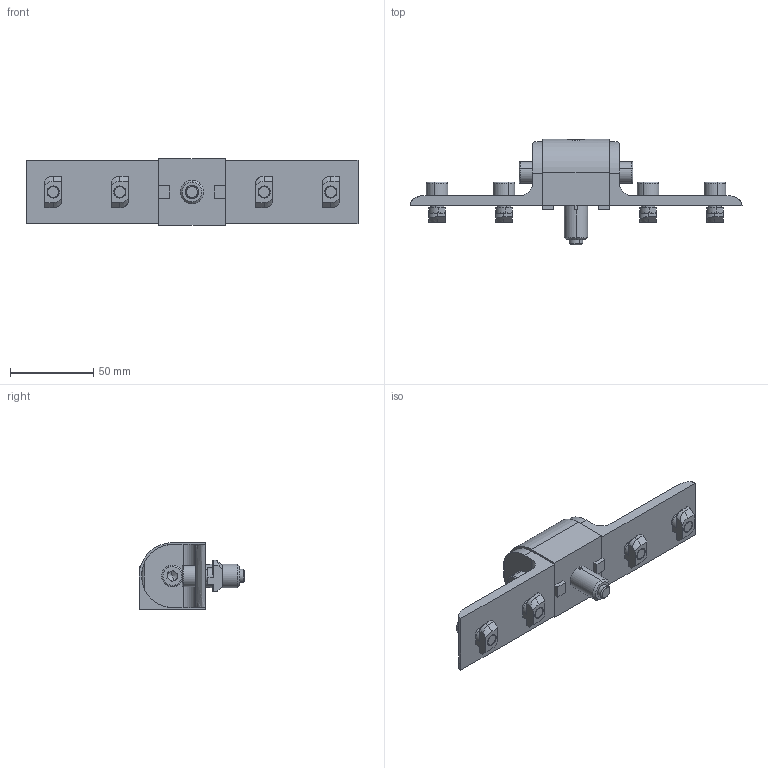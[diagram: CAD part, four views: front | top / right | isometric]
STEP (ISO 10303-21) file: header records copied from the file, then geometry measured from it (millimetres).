
FILE_DESCRIPTION (( 'STEP AP214' ), '1' );
FILE_NAME ('#059 Êîìïëåêò êðîíøòåéíà 40õ40-90ãð 10-A ñ óãîëêîì, â òîðåö ïðîôèëÿ.STEP', '2022-06-23T08:56:54', ( 'Ñòàñ' ), ( '' ), 'SwSTEP 2.0', 'SolidWorks 2021', '' );
FILE_SCHEMA (( 'AUTOMOTIVE_DESIGN' ));
Length unit declared in the file: millimetre
Products named in the file (8): M14 Âèíò öèëèíäð. ñ âíóòðåííèì øåñò. Ì8 õ 18 DIN 912; D45 Ò-ãàéêà Ì8, ïàç 10_00; A459 Ïîâîðîòíûé óãîëîê, ïàç 10; #059 Êîìïëåêò êðîíøòåéíà 40õ40-90ãð 10-A ñ óãîëêîì, â òîðåö ïðîôèëÿ; R10 Âèíò öèëèíäð. ñ âíóòðåííèì øåñò. Ì8 õ55 DIN 912; D10 Âòóëêà ðåçüáîâàÿ Ì14  Ì8_00; D47 Âèíò öèëèíäð. ñ âíóòðåííèì øåñò. Ì8 õ16 DIN 912; A454 Ïîâîðîòíûé êðîíøòåéí 90ãð, ïàç 10
Assembly tree (15 placements, depth 2):
  #059 Êîìïëåêò êðîíøòåéíà 40õ40-90ãð 10-A ñ óãîëêîì, â òîðåö ïðîôèëÿ
    A454 Ïîâîðîòíûé êðîíøòåéí 90ãð, ïàç 10
    A459 Ïîâîðîòíûé óãîëîê, ïàç 10  x2
    D45 Ò-ãàéêà Ì8, ïàç 10_00  x4
    M14 Âèíò öèëèíäð. ñ âíóòðåííèì øåñò. Ì8 õ 18 DIN 912  x2
    D47 Âèíò öèëèíäð. ñ âíóòðåííèì øåñò. Ì8 õ16 DIN 912  x4
    R10 Âèíò öèëèíäð. ñ âíóòðåííèì øåñò. Ì8 õ55 DIN 912
    D10 Âòóëêà ðåçüáîâàÿ Ì14  Ì8_00
Bounding box: 199 x 63.5 x 40 mm (x, y, z)
Volume: 123573 mm3; surface area: 43707 mm2
Topology: 15 solids, 15 shells, 466 faces, 1160 edges, 721 vertices
Faces by surface type: plane 293, cylinder 85, cone 58, torus 28, bspline 2
Entity records: 6422 total; most frequent: CARTESIAN_POINT 1389, DIRECTION 987, ORIENTED_EDGE 938, EDGE_CURVE 469, AXIS2_PLACEMENT_3D 355, VERTEX_POINT 295, VECTOR 277, LINE 277
